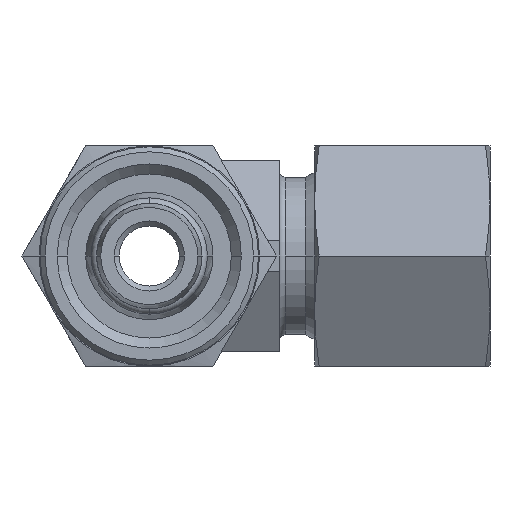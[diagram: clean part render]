
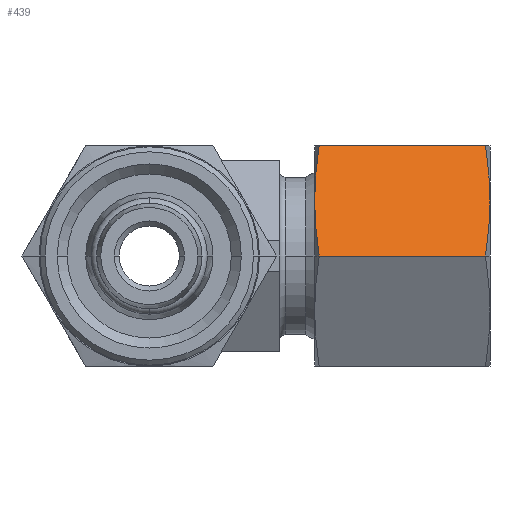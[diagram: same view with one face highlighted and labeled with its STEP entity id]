
A CAD part, front view. The second image highlights one B-rep face of the part: STEP entity #439.
In plain terms, the highlighted planar face has unit normal (0, -0.866, 0.5).
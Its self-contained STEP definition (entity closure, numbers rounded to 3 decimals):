
#439 = ADVANCED_FACE( '', ( #876 ), #877, .F. );
#876 = FACE_OUTER_BOUND( '', #1395, .T. );
#877 = PLANE( '', #1396 );
#1395 = EDGE_LOOP( '', ( #2846, #2847, #2848, #2849, #2850, #2851 ) );
#1396 = AXIS2_PLACEMENT_3D( '', #2852, #2853, #2854 );
#2846 = ORIENTED_EDGE( '', *, *, #3805, .F. );
#2847 = ORIENTED_EDGE( '', *, *, #3806, .F. );
#2848 = ORIENTED_EDGE( '', *, *, #3807, .F. );
#2849 = ORIENTED_EDGE( '', *, *, #3808, .F. );
#2850 = ORIENTED_EDGE( '', *, *, #3809, .T. );
#2851 = ORIENTED_EDGE( '', *, *, #3810, .F. );
#2852 = CARTESIAN_POINT( '', ( 34., -12.702, 0. ) );
#2853 = DIRECTION( '', ( 0., 0.866, -0.5 ) );
#2854 = DIRECTION( '', ( 0., -0.5, -0.866 ) );
#3805 = EDGE_CURVE( '', #4611, #4616, #4617, .T. );
#3806 = EDGE_CURVE( '', #4598, #4611, #4618, .T. );
#3807 = EDGE_CURVE( '', #4619, #4598, #4620, .T. );
#3808 = EDGE_CURVE( '', #4621, #4619, #4622, .T. );
#3809 = EDGE_CURVE( '', #4621, #4623, #4624, .T. );
#3810 = EDGE_CURVE( '', #4616, #4623, #4625, .T. );
#4598 = VERTEX_POINT( '', #5942 );
#4611 = VERTEX_POINT( '', #5975 );
#4616 = VERTEX_POINT( '', #5990 );
#4617 = ( B_SPLINE_CURVE( 2, ( #5992, #5993, #5994 ), .UNSPECIFIED., .F., .F. )B_SPLINE_CURVE_WITH_KNOTS( ( 3, 3 ), ( 5.307, 12.402 ), .UNSPECIFIED. )RATIONAL_B_SPLINE_CURVE( ( 1.058, 1.068, 1. ) )BOUNDED_CURVE(  )REPRESENTATION_ITEM( '' )GEOMETRIC_REPRESENTATION_ITEM(  )CURVE(  ) );
#4618 = LINE( '', #6001, #6002 );
#4619 = VERTEX_POINT( '', #6003 );
#4620 = ( B_SPLINE_CURVE( 2, ( #6005, #6006, #6007 ), .UNSPECIFIED., .F., .F. )B_SPLINE_CURVE_WITH_KNOTS( ( 3, 3 ), ( 12.402, 19.497 ), .UNSPECIFIED. )RATIONAL_B_SPLINE_CURVE( ( 1., 1.068, 1.058 ) )BOUNDED_CURVE(  )REPRESENTATION_ITEM( '' )GEOMETRIC_REPRESENTATION_ITEM(  )CURVE(  ) );
#4621 = VERTEX_POINT( '', #6014 );
#4622 = ( B_SPLINE_CURVE( 2, ( #6016, #6017, #6018 ), .UNSPECIFIED., .F., .F. )B_SPLINE_CURVE_WITH_KNOTS( ( 3, 3 ), ( 5.307, 12.402 ), .UNSPECIFIED. )RATIONAL_B_SPLINE_CURVE( ( 1.058, 1.068, 1. ) )BOUNDED_CURVE(  )REPRESENTATION_ITEM( '' )GEOMETRIC_REPRESENTATION_ITEM(  )CURVE(  ) );
#4623 = VERTEX_POINT( '', #6025 );
#4624 = LINE( '', #6026, #6027 );
#4625 = ( B_SPLINE_CURVE( 2, ( #6029, #6030, #6031 ), .UNSPECIFIED., .F., .F. )B_SPLINE_CURVE_WITH_KNOTS( ( 3, 3 ), ( 12.402, 19.497 ), .UNSPECIFIED. )RATIONAL_B_SPLINE_CURVE( ( 1., 1.068, 1.058 ) )BOUNDED_CURVE(  )REPRESENTATION_ITEM( '' )GEOMETRIC_REPRESENTATION_ITEM(  )CURVE(  ) );
#5942 = CARTESIAN_POINT( '', ( 33.544, -12.702, 0. ) );
#5975 = CARTESIAN_POINT( '', ( 16.956, -12.702, 0. ) );
#5990 = CARTESIAN_POINT( '', ( 16.5, -9.526, 5.5 ) );
#5992 = CARTESIAN_POINT( '', ( 16.956, -12.702, 0. ) );
#5993 = CARTESIAN_POINT( '', ( 16.5, -11., 2.947 ) );
#5994 = CARTESIAN_POINT( '', ( 16.5, -9.526, 5.5 ) );
#6001 = CARTESIAN_POINT( '', ( 34., -12.702, 0. ) );
#6002 = VECTOR( '', #7311, 1. );
#6003 = CARTESIAN_POINT( '', ( 34., -9.526, 5.5 ) );
#6005 = CARTESIAN_POINT( '', ( 34., -9.526, 5.5 ) );
#6006 = CARTESIAN_POINT( '', ( 34., -11., 2.947 ) );
#6007 = CARTESIAN_POINT( '', ( 33.544, -12.702, 0. ) );
#6014 = CARTESIAN_POINT( '', ( 33.544, -6.351, 11. ) );
#6016 = CARTESIAN_POINT( '', ( 33.544, -6.351, 11. ) );
#6017 = CARTESIAN_POINT( '', ( 34., -8.053, 8.053 ) );
#6018 = CARTESIAN_POINT( '', ( 34., -9.526, 5.5 ) );
#6025 = CARTESIAN_POINT( '', ( 16.956, -6.351, 11. ) );
#6026 = CARTESIAN_POINT( '', ( 34., -6.351, 11. ) );
#6027 = VECTOR( '', #7312, 1. );
#6029 = CARTESIAN_POINT( '', ( 16.5, -9.526, 5.5 ) );
#6030 = CARTESIAN_POINT( '', ( 16.5, -8.053, 8.053 ) );
#6031 = CARTESIAN_POINT( '', ( 16.956, -6.351, 11. ) );
#7311 = DIRECTION( '', ( -1., 0., 0. ) );
#7312 = DIRECTION( '', ( -1., 0., 0. ) );
